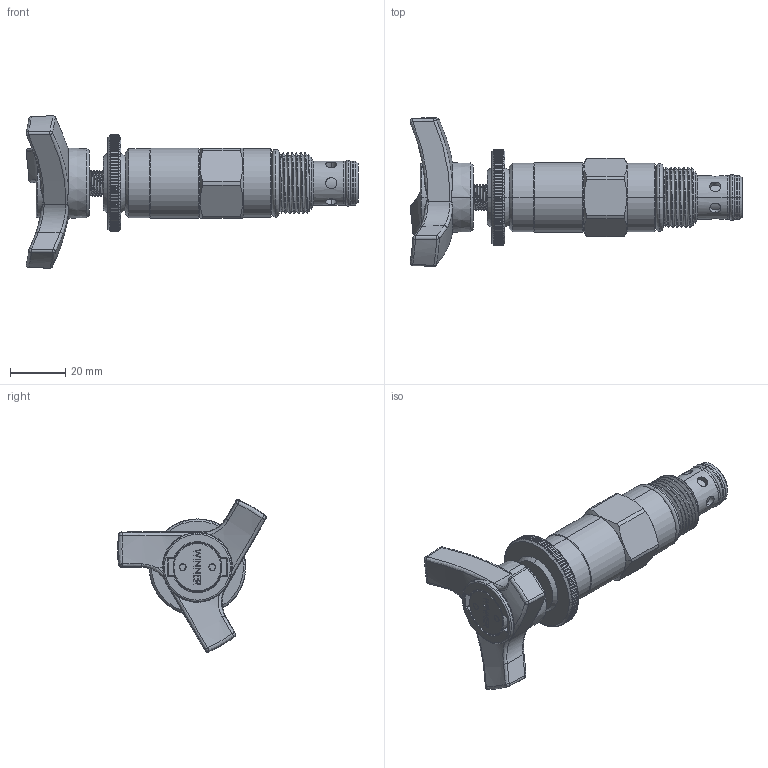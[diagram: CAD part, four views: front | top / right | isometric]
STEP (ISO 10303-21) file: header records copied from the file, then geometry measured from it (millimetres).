
FILE_DESCRIPTION (( 'STEP AP203' ), '1' );
FILE_NAME ('RD10W2ATT.STEP', '2020-03-24T00:21:02', ( '' ), ( '' ), 'SwSTEP 2.0', 'SolidWorks 2018', '' );
FILE_SCHEMA (( 'CONFIG_CONTROL_DESIGN' ));
Length unit declared in the file: millimetre
Products named in the file (1): RD10W2ATT
Bounding box: 120.49 x 54.02 x 55.33 mm (x, y, z)
Volume: 57423 mm3; surface area: 20301.8 mm2
Topology: 11 solids, 11 shells, 940 faces, 2482 edges, 1578 vertices
Faces by surface type: plane 346, cylinder 271, bspline 154, cone 94, sphere 40, torus 35
Entity records: 94702 total; most frequent: CARTESIAN_POINT 73653, ORIENTED_EDGE 4918, DIRECTION 3755, EDGE_CURVE 2459, VERTEX_POINT 1572, AXIS2_PLACEMENT_3D 1469, EDGE_LOOP 987, FACE_OUTER_BOUND 940
